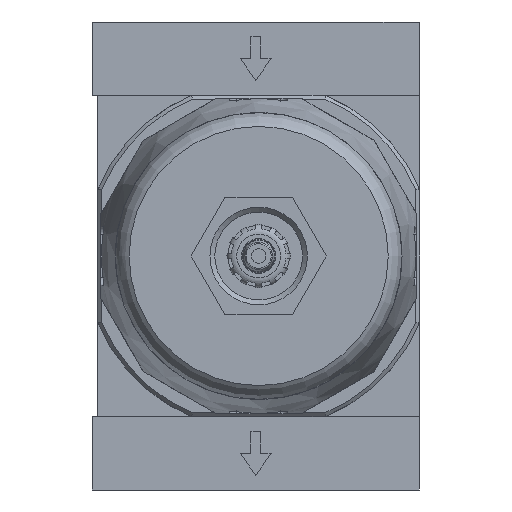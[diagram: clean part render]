
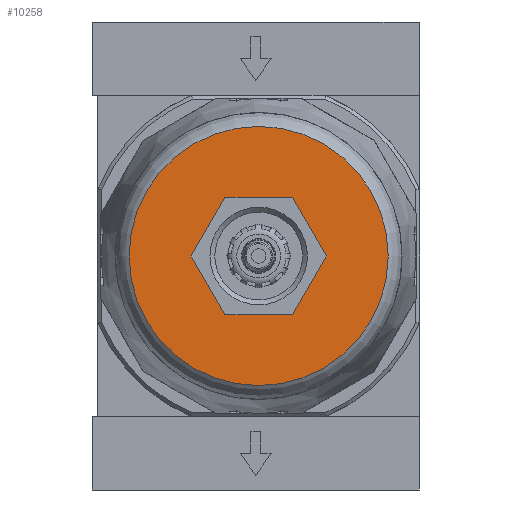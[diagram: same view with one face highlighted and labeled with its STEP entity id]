
A CAD part, front view. The second image highlights one B-rep face of the part: STEP entity #10258.
In plain terms, the highlighted planar face has unit normal (0, -1, 0).
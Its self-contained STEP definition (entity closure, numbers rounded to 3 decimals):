
#744=CIRCLE('',#10960,26.576);
#2377=ORIENTED_EDGE('',*,*,#3762,.T.);
#2378=ORIENTED_EDGE('',*,*,#3911,.T.);
#2379=ORIENTED_EDGE('',*,*,#3926,.T.);
#2380=ORIENTED_EDGE('',*,*,#3923,.T.);
#2381=ORIENTED_EDGE('',*,*,#3920,.T.);
#2382=ORIENTED_EDGE('',*,*,#3917,.T.);
#2383=ORIENTED_EDGE('',*,*,#3914,.T.);
#3762=EDGE_CURVE('',#4748,#4748,#744,.F.);
#3911=EDGE_CURVE('',#4831,#4830,#5433,.T.);
#3914=EDGE_CURVE('',#4833,#4831,#5436,.T.);
#3917=EDGE_CURVE('',#4835,#4833,#5439,.T.);
#3920=EDGE_CURVE('',#4837,#4835,#5442,.T.);
#3923=EDGE_CURVE('',#4839,#4837,#5445,.T.);
#3926=EDGE_CURVE('',#4830,#4839,#5448,.T.);
#4748=VERTEX_POINT('',#15457);
#4830=VERTEX_POINT('',#15961);
#4831=VERTEX_POINT('',#15963);
#4833=VERTEX_POINT('',#15969);
#4835=VERTEX_POINT('',#15975);
#4837=VERTEX_POINT('',#15981);
#4839=VERTEX_POINT('',#15987);
#5433=LINE('',#15962,#5949);
#5436=LINE('',#15968,#5952);
#5439=LINE('',#15974,#5955);
#5442=LINE('',#15980,#5958);
#5445=LINE('',#15986,#5961);
#5448=LINE('',#15991,#5964);
#5949=VECTOR('',#12844,1000.);
#5952=VECTOR('',#12849,1000.);
#5955=VECTOR('',#12854,1000.);
#5958=VECTOR('',#12859,1000.);
#5961=VECTOR('',#12864,1000.);
#5964=VECTOR('',#12869,1000.);
#6532=EDGE_LOOP('',(#2377));
#6533=EDGE_LOOP('',(#2378,#2379,#2380,#2381,#2382,#2383));
#7218=FACE_BOUND('',#6532,.T.);
#7219=FACE_BOUND('',#6533,.T.);
#7706=PLANE('',#11057);
#10258=ADVANCED_FACE('',(#7218,#7219),#7706,.F.);
#10960=AXIS2_PLACEMENT_3D('',#15456,#12588,#12589);
#11057=AXIS2_PLACEMENT_3D('',#15992,#12870,#12871);
#12588=DIRECTION('',(0.,1.,0.));
#12589=DIRECTION('',(0.,0.,1.));
#12844=DIRECTION('',(0.,0.,1.));
#12849=DIRECTION('',(-0.866,0.,0.5));
#12854=DIRECTION('',(-0.866,0.,-0.5));
#12859=DIRECTION('',(0.,0.,-1.));
#12864=DIRECTION('',(0.866,0.,-0.5));
#12869=DIRECTION('',(0.866,0.,0.5));
#12870=DIRECTION('',(0.,1.,0.));
#12871=DIRECTION('',(0.,0.,1.));
#15456=CARTESIAN_POINT('',(0.,-164.,0.));
#15457=CARTESIAN_POINT('',(0.,-164.,26.576));
#15961=CARTESIAN_POINT('',(-12.,-164.,6.928));
#15962=CARTESIAN_POINT('',(-12.,-164.,-6.928));
#15963=CARTESIAN_POINT('',(-12.,-164.,-6.928));
#15968=CARTESIAN_POINT('',(0.,-164.,-13.856));
#15969=CARTESIAN_POINT('',(0.,-164.,-13.856));
#15974=CARTESIAN_POINT('',(12.,-164.,-6.928));
#15975=CARTESIAN_POINT('',(12.,-164.,-6.928));
#15980=CARTESIAN_POINT('',(12.,-164.,6.928));
#15981=CARTESIAN_POINT('',(12.,-164.,6.928));
#15986=CARTESIAN_POINT('',(0.,-164.,13.856));
#15987=CARTESIAN_POINT('',(0.,-164.,13.856));
#15991=CARTESIAN_POINT('',(-12.,-164.,6.928));
#15992=CARTESIAN_POINT('',(0.,-164.,0.));
